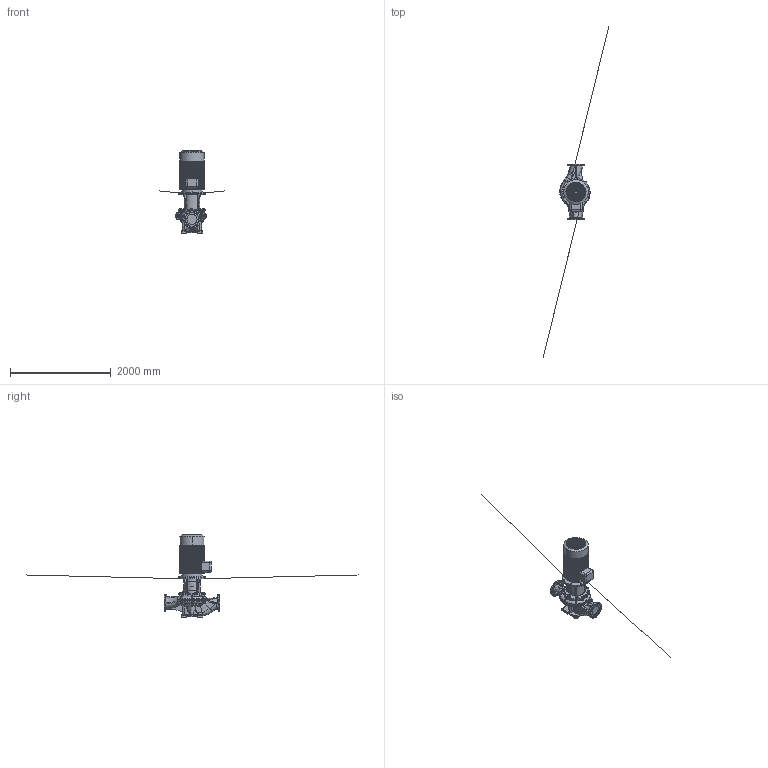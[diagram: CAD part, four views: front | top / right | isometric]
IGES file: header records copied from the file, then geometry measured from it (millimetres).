
Global section: file name: 015P2075 (RV 200-4754); native system: AutoCAD 2021 — Русский (Russian),62HAutod; preprocessor: esk Translation Framework DWG producer (atf_dwg_producer); organization: unknown; date: 20240821.220156; units: millimetre
Bounding box: 1299.97 x 6577.4 x 1625 mm (x, y, z)
Volume: 252721421.9 mm3; surface area: 7874075 mm2
Topology: 60 solids, 68 shells, 6328 faces, 17303 edges, 11949 vertices
Faces by surface type: bspline 6180, revolution 148
